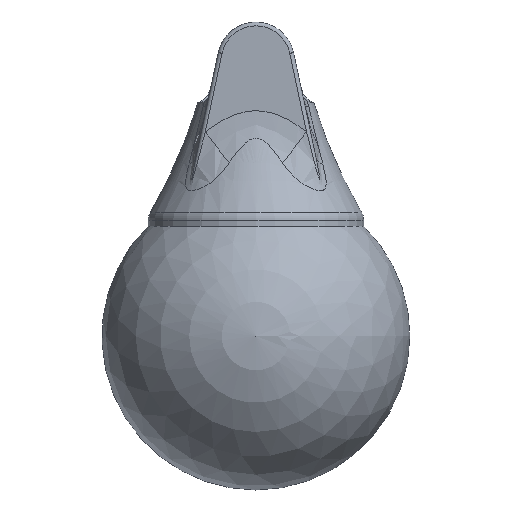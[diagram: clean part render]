
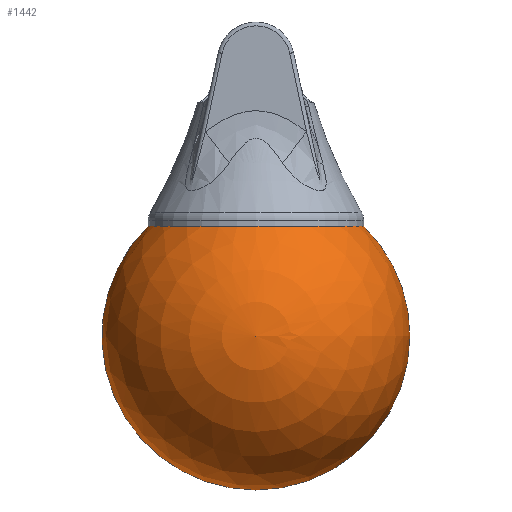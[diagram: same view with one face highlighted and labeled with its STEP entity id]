
A CAD part, front view. The second image highlights one B-rep face of the part: STEP entity #1442.
In plain terms, the highlighted spherical face has radius 20 mm.
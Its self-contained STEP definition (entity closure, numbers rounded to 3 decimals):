
#149 = CARTESIAN_POINT ( 'NONE',  ( 0.062, 52.95, -422.807 ) ) ;
#241 = CARTESIAN_POINT ( 'NONE',  ( -13.938, 52.95, -388.524 ) ) ;
#247 = AXIS2_PLACEMENT_3D ( 'NONE', #559, #1619, #2712 ) ;
#370 = DIRECTION ( 'NONE',  ( 1., 0., 0. ) ) ;
#482 = VERTEX_POINT ( 'NONE', #149 ) ;
#537 = VERTEX_POINT ( 'NONE', #241 ) ;
#559 = CARTESIAN_POINT ( 'NONE',  ( 0.062, 52.95, -402.807 ) ) ;
#687 = DIRECTION ( 'NONE',  ( 0., 0., 1. ) ) ;
#792 = EDGE_LOOP ( 'NONE', ( #1454, #2312, #2484 ) ) ;
#849 = DIRECTION ( 'NONE',  ( 0., 1., 0. ) ) ;
#920 = AXIS2_PLACEMENT_3D ( 'NONE', #1185, #1820, #370 ) ;
#948 = EDGE_CURVE ( 'NONE', #482, #537, #2235, .T. ) ;
#1048 = SPHERICAL_SURFACE ( 'NONE', #2615, 20. ) ;
#1185 = CARTESIAN_POINT ( 'NONE',  ( 0.062, 52.95, -402.807 ) ) ;
#1442 = ADVANCED_FACE ( 'NONE', ( #2759 ), #1048, .T. ) ;
#1454 = ORIENTED_EDGE ( 'NONE', *, *, #948, .F. ) ;
#1619 = DIRECTION ( 'NONE',  ( 0., 1., 0. ) ) ;
#1660 = EDGE_CURVE ( 'NONE', #537, #2388, #1932, .T. ) ;
#1702 = DIRECTION ( 'NONE',  ( 1., 0., 0. ) ) ;
#1760 = DIRECTION ( 'NONE',  ( 1., 0., 0. ) ) ;
#1820 = DIRECTION ( 'NONE',  ( 0., -1., 0. ) ) ;
#1821 = CARTESIAN_POINT ( 'NONE',  ( 14.062, 52.95, -388.524 ) ) ;
#1932 = CIRCLE ( 'NONE', #2703, 14. ) ;
#1967 = CARTESIAN_POINT ( 'NONE',  ( 0.062, 52.95, -388.524 ) ) ;
#2127 = CIRCLE ( 'NONE', #920, 20. ) ;
#2235 = CIRCLE ( 'NONE', #247, 20. ) ;
#2312 = ORIENTED_EDGE ( 'NONE', *, *, #2679, .T. ) ;
#2388 = VERTEX_POINT ( 'NONE', #1821 ) ;
#2484 = ORIENTED_EDGE ( 'NONE', *, *, #1660, .F. ) ;
#2615 = AXIS2_PLACEMENT_3D ( 'NONE', #2771, #849, #1702 ) ;
#2679 = EDGE_CURVE ( 'NONE', #482, #2388, #2127, .T. ) ;
#2703 = AXIS2_PLACEMENT_3D ( 'NONE', #1967, #687, #1760 ) ;
#2712 = DIRECTION ( 'NONE',  ( -1., 0., 0. ) ) ;
#2759 = FACE_OUTER_BOUND ( 'NONE', #792, .T. ) ;
#2771 = CARTESIAN_POINT ( 'NONE',  ( 0.062, 52.95, -402.807 ) ) ;
